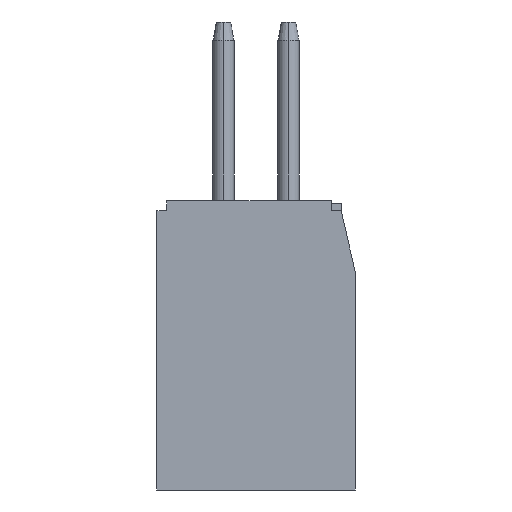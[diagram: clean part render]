
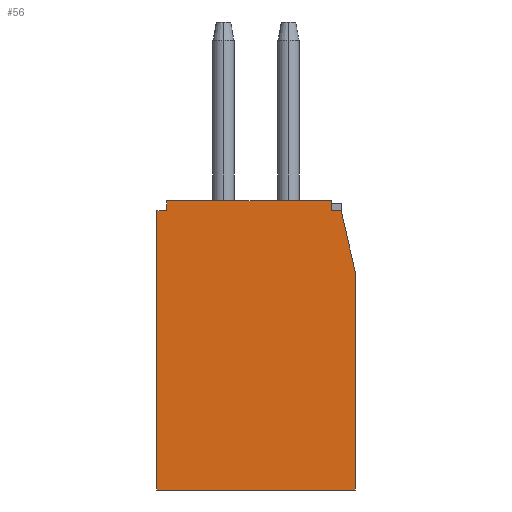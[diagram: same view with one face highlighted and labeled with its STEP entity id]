
A CAD part, left-side view. The second image highlights one B-rep face of the part: STEP entity #56.
In plain terms, the highlighted planar face has unit normal (-1, 0, 0).
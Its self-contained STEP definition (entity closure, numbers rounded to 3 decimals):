
#56 = ADVANCED_FACE ( 'NONE', ( #5054 ), #941, .F. ) ;
#97 = DIRECTION ( 'NONE',  ( 1., 0., 0. ) ) ;
#112 = EDGE_CURVE ( 'NONE', #9895, #3698, #1208, .T. ) ;
#163 = VERTEX_POINT ( 'NONE', #6116 ) ;
#201 = EDGE_CURVE ( 'NONE', #7860, #163, #8837, .T. ) ;
#268 = EDGE_CURVE ( 'NONE', #3698, #3051, #10266, .T. ) ;
#315 = LINE ( 'NONE', #2121, #9209 ) ;
#448 = ORIENTED_EDGE ( 'NONE', *, *, #2946, .T. ) ;
#598 = CARTESIAN_POINT ( 'NONE',  ( -7.3, -3.05, 0. ) ) ;
#890 = DIRECTION ( 'NONE',  ( 0., 0., -1. ) ) ;
#941 = PLANE ( 'NONE',  #8981 ) ;
#1009 = VERTEX_POINT ( 'NONE', #4925 ) ;
#1073 = CARTESIAN_POINT ( 'NONE',  ( -7.3, 2.75, 8.9 ) ) ;
#1208 = LINE ( 'NONE', #5155, #4728 ) ;
#1328 = DIRECTION ( 'NONE',  ( 0., 0., -1. ) ) ;
#1529 = LINE ( 'NONE', #7246, #7393 ) ;
#1861 = ORIENTED_EDGE ( 'NONE', *, *, #4163, .T. ) ;
#2084 = DIRECTION ( 'NONE',  ( 0., -1., 0. ) ) ;
#2121 = CARTESIAN_POINT ( 'NONE',  ( -7.3, -3.05, 8.9 ) ) ;
#2322 = DIRECTION ( 'NONE',  ( 0., 0., 1. ) ) ;
#2798 = VECTOR ( 'NONE', #890, 1000. ) ;
#2946 = EDGE_CURVE ( 'NONE', #3815, #1009, #8902, .T. ) ;
#3051 = VERTEX_POINT ( 'NONE', #5060 ) ;
#3201 = CARTESIAN_POINT ( 'NONE',  ( -7.3, 3.05, 0. ) ) ;
#3355 = VECTOR ( 'NONE', #9014, 1000. ) ;
#3610 = DIRECTION ( 'NONE',  ( 0., -1., 0. ) ) ;
#3698 = VERTEX_POINT ( 'NONE', #6573 ) ;
#3814 = CARTESIAN_POINT ( 'NONE',  ( -7.3, -2.319, 8.9 ) ) ;
#3815 = VERTEX_POINT ( 'NONE', #1073 ) ;
#4098 = EDGE_CURVE ( 'NONE', #3815, #3051, #315, .T. ) ;
#4141 = ORIENTED_EDGE ( 'NONE', *, *, #112, .T. ) ;
#4163 = EDGE_CURVE ( 'NONE', #1009, #7731, #7944, .T. ) ;
#4529 = EDGE_LOOP ( 'NONE', ( #448, #1861, #6691, #8119, #9064, #6228, #4141, #4560, #9028 ) ) ;
#4560 = ORIENTED_EDGE ( 'NONE', *, *, #268, .T. ) ;
#4566 = VECTOR ( 'NONE', #2322, 1000. ) ;
#4670 = CARTESIAN_POINT ( 'NONE',  ( -7.3, -3.05, 8.9 ) ) ;
#4728 = VECTOR ( 'NONE', #9263, 1000. ) ;
#4740 = DIRECTION ( 'NONE',  ( 0., -0.224, -0.974 ) ) ;
#4925 = CARTESIAN_POINT ( 'NONE',  ( -7.3, 2.75, 8.6 ) ) ;
#4945 = LINE ( 'NONE', #8206, #2798 ) ;
#5054 = FACE_OUTER_BOUND ( 'NONE', #4529, .T. ) ;
#5060 = CARTESIAN_POINT ( 'NONE',  ( -7.3, -2.319, 8.9 ) ) ;
#5155 = CARTESIAN_POINT ( 'NONE',  ( -7.3, -3.05, 8.6 ) ) ;
#5288 = VECTOR ( 'NONE', #9536, 1000. ) ;
#5449 = EDGE_CURVE ( 'NONE', #9895, #7860, #1529, .T. ) ;
#5805 = CARTESIAN_POINT ( 'NONE',  ( -7.3, 3.05, 8.6 ) ) ;
#6116 = CARTESIAN_POINT ( 'NONE',  ( -7.3, -3.05, 0. ) ) ;
#6228 = ORIENTED_EDGE ( 'NONE', *, *, #5449, .F. ) ;
#6289 = VERTEX_POINT ( 'NONE', #3201 ) ;
#6573 = CARTESIAN_POINT ( 'NONE',  ( -7.3, -2.319, 8.6 ) ) ;
#6605 = DIRECTION ( 'NONE',  ( 0., 0., -1. ) ) ;
#6689 = CARTESIAN_POINT ( 'NONE',  ( -7.3, -2.619, 8.6 ) ) ;
#6691 = ORIENTED_EDGE ( 'NONE', *, *, #9508, .T. ) ;
#7105 = LINE ( 'NONE', #598, #9791 ) ;
#7246 = CARTESIAN_POINT ( 'NONE',  ( -7.3, -3.05, 6.729 ) ) ;
#7309 = CARTESIAN_POINT ( 'NONE',  ( -7.3, 2.75, 8.9 ) ) ;
#7393 = VECTOR ( 'NONE', #4740, 1000. ) ;
#7500 = EDGE_CURVE ( 'NONE', #6289, #163, #7105, .T. ) ;
#7731 = VERTEX_POINT ( 'NONE', #5805 ) ;
#7860 = VERTEX_POINT ( 'NONE', #8536 ) ;
#7944 = LINE ( 'NONE', #8844, #5288 ) ;
#8119 = ORIENTED_EDGE ( 'NONE', *, *, #7500, .T. ) ;
#8206 = CARTESIAN_POINT ( 'NONE',  ( -7.3, 3.05, 8.9 ) ) ;
#8536 = CARTESIAN_POINT ( 'NONE',  ( -7.3, -3.05, 6.729 ) ) ;
#8837 = LINE ( 'NONE', #4670, #9497 ) ;
#8844 = CARTESIAN_POINT ( 'NONE',  ( -7.3, -3.05, 8.6 ) ) ;
#8902 = LINE ( 'NONE', #7309, #3355 ) ;
#8981 = AXIS2_PLACEMENT_3D ( 'NONE', #9948, #97, #6605 ) ;
#9014 = DIRECTION ( 'NONE',  ( 0., 0., -1. ) ) ;
#9028 = ORIENTED_EDGE ( 'NONE', *, *, #4098, .F. ) ;
#9064 = ORIENTED_EDGE ( 'NONE', *, *, #201, .F. ) ;
#9209 = VECTOR ( 'NONE', #3610, 1000. ) ;
#9263 = DIRECTION ( 'NONE',  ( 0., 1., 0. ) ) ;
#9497 = VECTOR ( 'NONE', #1328, 1000. ) ;
#9508 = EDGE_CURVE ( 'NONE', #7731, #6289, #4945, .T. ) ;
#9536 = DIRECTION ( 'NONE',  ( 0., 1., 0. ) ) ;
#9791 = VECTOR ( 'NONE', #2084, 1000. ) ;
#9895 = VERTEX_POINT ( 'NONE', #6689 ) ;
#9948 = CARTESIAN_POINT ( 'NONE',  ( -7.3, -3.05, 8.9 ) ) ;
#10266 = LINE ( 'NONE', #3814, #4566 ) ;
